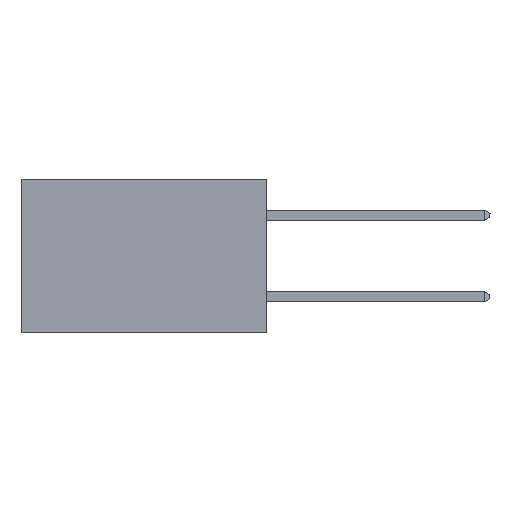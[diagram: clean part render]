
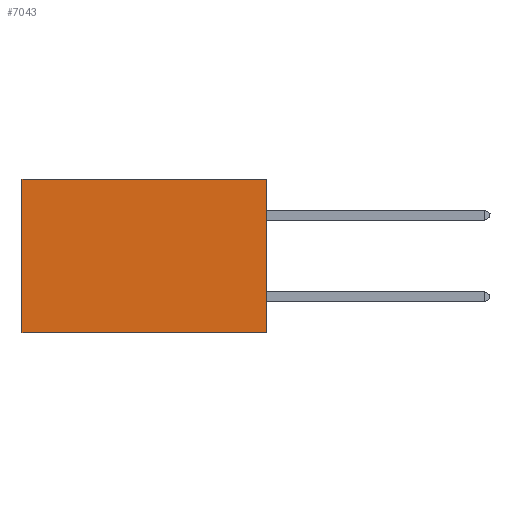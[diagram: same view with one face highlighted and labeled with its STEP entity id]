
A CAD part, left-side view. The second image highlights one B-rep face of the part: STEP entity #7043.
In plain terms, the highlighted planar face has unit normal (-1, 0, 0).
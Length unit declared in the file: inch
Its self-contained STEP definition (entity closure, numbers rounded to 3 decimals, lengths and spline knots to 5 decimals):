
#951 = CARTESIAN_POINT ( 'NONE',  ( 0.2875, 0., 0. ) ) ;
#1117 = LINE ( 'NONE', #6070, #8773 ) ;
#1189 = CARTESIAN_POINT ( 'NONE',  ( 0.2875, 0., -0.375 ) ) ;
#1275 = ORIENTED_EDGE ( 'NONE', *, *, #12728, .F. ) ;
#2018 = ORIENTED_EDGE ( 'NONE', *, *, #4777, .T. ) ;
#2747 = EDGE_CURVE ( 'NONE', #10297, #4195, #12579, .T. ) ;
#3010 = CARTESIAN_POINT ( 'NONE',  ( 0.2875, 0.6, -0.375 ) ) ;
#3135 = DIRECTION ( 'NONE',  ( 0., 0., -1. ) ) ;
#4145 = VERTEX_POINT ( 'NONE', #1189 ) ;
#4184 = CARTESIAN_POINT ( 'NONE',  ( 0.2875, 0.6, -0.375 ) ) ;
#4195 = VERTEX_POINT ( 'NONE', #3010 ) ;
#4249 = VECTOR ( 'NONE', #7171, 39.37008 ) ;
#4263 = DIRECTION ( 'NONE',  ( 0., 0., -1. ) ) ;
#4296 = DIRECTION ( 'NONE',  ( 1., 0., 0. ) ) ;
#4424 = LINE ( 'NONE', #5055, #4249 ) ;
#4777 = EDGE_CURVE ( 'NONE', #6177, #10297, #13006, .T. ) ;
#5055 = CARTESIAN_POINT ( 'NONE',  ( 0.2875, 0., -0.375 ) ) ;
#6070 = CARTESIAN_POINT ( 'NONE',  ( 0.2875, 0., -0.375 ) ) ;
#6177 = VERTEX_POINT ( 'NONE', #951 ) ;
#6426 = ORIENTED_EDGE ( 'NONE', *, *, #2747, .T. ) ;
#6668 = ORIENTED_EDGE ( 'NONE', *, *, #10554, .F. ) ;
#7043 = ADVANCED_FACE ( 'NONE', ( #8890 ), #11020, .F. ) ;
#7171 = DIRECTION ( 'NONE',  ( 0., 1., 0. ) ) ;
#8773 = VECTOR ( 'NONE', #10300, 39.37008 ) ;
#8890 = FACE_OUTER_BOUND ( 'NONE', #11975, .T. ) ;
#9074 = AXIS2_PLACEMENT_3D ( 'NONE', #9992, #4296, #3135 ) ;
#9706 = CARTESIAN_POINT ( 'NONE',  ( 0.2875, 0.6, 0. ) ) ;
#9813 = VECTOR ( 'NONE', #4263, 39.37008 ) ;
#9992 = CARTESIAN_POINT ( 'NONE',  ( 0.2875, 0., -0.375 ) ) ;
#10297 = VERTEX_POINT ( 'NONE', #9706 ) ;
#10300 = DIRECTION ( 'NONE',  ( 0., 0., -1. ) ) ;
#10547 = VECTOR ( 'NONE', #11044, 39.37008 ) ;
#10554 = EDGE_CURVE ( 'NONE', #6177, #4145, #1117, .T. ) ;
#11020 = PLANE ( 'NONE',  #9074 ) ;
#11044 = DIRECTION ( 'NONE',  ( 0., 1., 0. ) ) ;
#11975 = EDGE_LOOP ( 'NONE', ( #6426, #1275, #6668, #2018 ) ) ;
#12126 = CARTESIAN_POINT ( 'NONE',  ( 0.2875, 0., 0. ) ) ;
#12579 = LINE ( 'NONE', #4184, #9813 ) ;
#12728 = EDGE_CURVE ( 'NONE', #4145, #4195, #4424, .T. ) ;
#13006 = LINE ( 'NONE', #12126, #10547 ) ;
